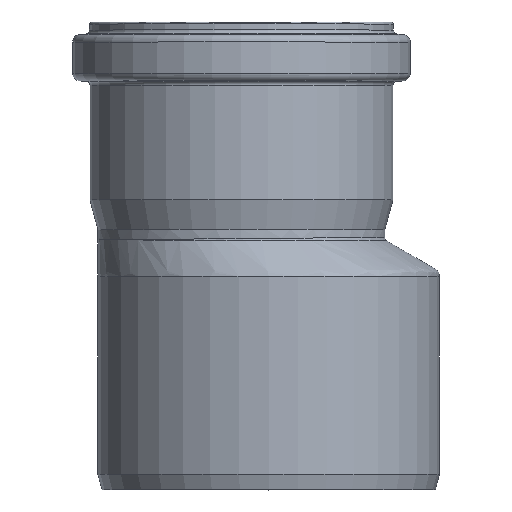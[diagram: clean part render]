
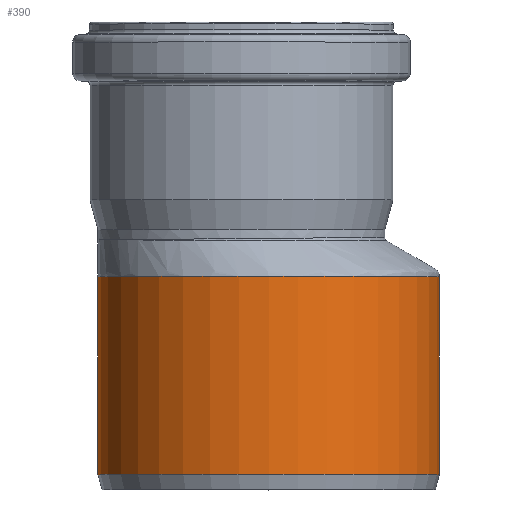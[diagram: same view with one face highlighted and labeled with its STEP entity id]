
A CAD part, top view. The second image highlights one B-rep face of the part: STEP entity #390.
In plain terms, the highlighted cylindrical face has radius 45.1 mm (diameter 90.2 mm), a full revolution.
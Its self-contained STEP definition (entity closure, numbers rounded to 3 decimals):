
#26=CYLINDRICAL_SURFACE('',#430,45.1);
#42=FACE_BOUND('',#157,.T.);
#78=CIRCLE('',#420,45.1);
#79=CIRCLE('',#421,45.1);
#82=CIRCLE('',#425,45.1);
#118=FACE_OUTER_BOUND('',#156,.T.);
#156=EDGE_LOOP('',(#322,#323));
#157=EDGE_LOOP('',(#324));
#222=VERTEX_POINT('',#1072);
#223=VERTEX_POINT('',#1081);
#228=VERTEX_POINT('',#1381);
#261=EDGE_CURVE('',#223,#222,#78,.T.);
#262=EDGE_CURVE('',#222,#223,#79,.T.);
#269=EDGE_CURVE('',#228,#228,#82,.T.);
#322=ORIENTED_EDGE('',*,*,#262,.T.);
#323=ORIENTED_EDGE('',*,*,#261,.T.);
#324=ORIENTED_EDGE('',*,*,#269,.F.);
#390=ADVANCED_FACE('',(#118,#42),#26,.T.);
#420=AXIS2_PLACEMENT_3D('',#1082,#486,#487);
#421=AXIS2_PLACEMENT_3D('',#1083,#488,#489);
#425=AXIS2_PLACEMENT_3D('',#1382,#496,#497);
#430=AXIS2_PLACEMENT_3D('',#1389,#506,#507);
#486=DIRECTION('center_axis',(0.,-1.,0.));
#487=DIRECTION('ref_axis',(1.,0.,0.));
#488=DIRECTION('center_axis',(0.,-1.,0.));
#489=DIRECTION('ref_axis',(1.,0.,0.));
#496=DIRECTION('center_axis',(0.,-1.,0.));
#497=DIRECTION('ref_axis',(1.,0.,0.));
#506=DIRECTION('center_axis',(0.,-1.,0.));
#507=DIRECTION('ref_axis',(1.,0.,0.));
#1072=CARTESIAN_POINT('',(52.3,-11.17,0.));
#1081=CARTESIAN_POINT('',(-37.9,-11.17,0.));
#1082=CARTESIAN_POINT('Origin',(7.2,-11.17,0.));
#1083=CARTESIAN_POINT('Origin',(7.2,-11.17,0.));
#1381=CARTESIAN_POINT('',(52.3,-63.47,0.));
#1382=CARTESIAN_POINT('Origin',(7.2,-63.47,0.));
#1389=CARTESIAN_POINT('Origin',(7.2,-37.32,0.));
